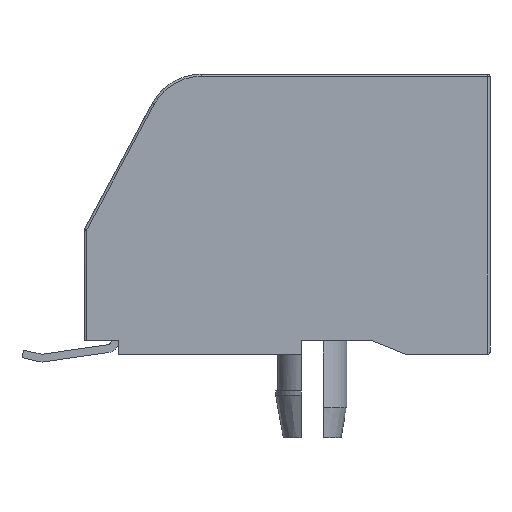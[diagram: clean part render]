
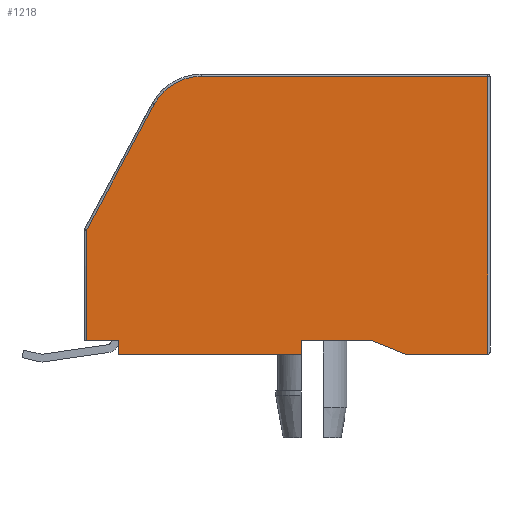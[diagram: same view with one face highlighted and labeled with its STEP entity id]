
A CAD part, left-side view. The second image highlights one B-rep face of the part: STEP entity #1218.
In plain terms, the highlighted planar face has unit normal (-1, 0, 0).
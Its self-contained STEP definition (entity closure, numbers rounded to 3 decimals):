
#1218 = ADVANCED_FACE( '', ( #2773 ), #2774, .F. );
#2773 = FACE_OUTER_BOUND( '', #4738, .T. );
#2774 = PLANE( '', #4739 );
#4738 = EDGE_LOOP( '', ( #7896, #7897, #7898, #7899, #7900, #7901, #7902, #7903, #7904, #7905, #7906, #7907 ) );
#4739 = AXIS2_PLACEMENT_3D( '', #7908, #7909, #7910 );
#7896 = ORIENTED_EDGE( '', *, *, #13333, .T. );
#7897 = ORIENTED_EDGE( '', *, *, #13113, .T. );
#7898 = ORIENTED_EDGE( '', *, *, #13563, .T. );
#7899 = ORIENTED_EDGE( '', *, *, #13564, .F. );
#7900 = ORIENTED_EDGE( '', *, *, #13565, .F. );
#7901 = ORIENTED_EDGE( '', *, *, #12809, .T. );
#7902 = ORIENTED_EDGE( '', *, *, #13566, .T. );
#7903 = ORIENTED_EDGE( '', *, *, #13567, .T. );
#7904 = ORIENTED_EDGE( '', *, *, #13568, .F. );
#7905 = ORIENTED_EDGE( '', *, *, #13569, .T. );
#7906 = ORIENTED_EDGE( '', *, *, #13570, .T. );
#7907 = ORIENTED_EDGE( '', *, *, #13037, .T. );
#7908 = CARTESIAN_POINT( '', ( -7.62, -9.13, 6.3 ) );
#7909 = DIRECTION( '', ( 1., 0., 0. ) );
#7910 = DIRECTION( '', ( 0., 0., -1. ) );
#12809 = EDGE_CURVE( '', #15593, #15591, #15594, .T. );
#13037 = EDGE_CURVE( '', #15979, #15984, #15986, .F. );
#13113 = EDGE_CURVE( '', #16116, #16121, #16123, .T. );
#13333 = EDGE_CURVE( '', #15984, #16116, #16496, .F. );
#13563 = EDGE_CURVE( '', #16121, #16866, #16867, .T. );
#13564 = EDGE_CURVE( '', #16868, #16866, #16869, .T. );
#13565 = EDGE_CURVE( '', #15593, #16868, #16870, .T. );
#13566 = EDGE_CURVE( '', #15591, #16871, #16872, .T. );
#13567 = EDGE_CURVE( '', #16871, #16873, #16874, .T. );
#13568 = EDGE_CURVE( '', #15686, #16873, #16875, .T. );
#13569 = EDGE_CURVE( '', #15686, #16876, #16877, .F. );
#13570 = EDGE_CURVE( '', #16876, #15979, #16878, .T. );
#15591 = VERTEX_POINT( '', #19556 );
#15593 = VERTEX_POINT( '', #19559 );
#15594 = LINE( '', #19560, #19561 );
#15686 = VERTEX_POINT( '', #19686 );
#15979 = VERTEX_POINT( '', #20091 );
#15984 = VERTEX_POINT( '', #20096 );
#15986 = CIRCLE( '', #20098, 2.4 );
#16116 = VERTEX_POINT( '', #20277 );
#16121 = VERTEX_POINT( '', #20283 );
#16123 = LINE( '', #20285, #20286 );
#16496 = LINE( '', #20813, #20814 );
#16866 = VERTEX_POINT( '', #21334 );
#16867 = LINE( '', #21335, #21336 );
#16868 = VERTEX_POINT( '', #21337 );
#16869 = LINE( '', #21338, #21339 );
#16870 = LINE( '', #21340, #21341 );
#16871 = VERTEX_POINT( '', #21342 );
#16872 = LINE( '', #21343, #21344 );
#16873 = VERTEX_POINT( '', #21345 );
#16874 = LINE( '', #21346, #21347 );
#16875 = LINE( '', #21348, #21349 );
#16876 = VERTEX_POINT( '', #21350 );
#16877 = LINE( '', #21351, #21352 );
#16878 = LINE( '', #21353, #21354 );
#19556 = CARTESIAN_POINT( '', ( -7.62, -0.63, -5.7 ) );
#19559 = CARTESIAN_POINT( '', ( -7.62, -0.63, -6.3 ) );
#19560 = CARTESIAN_POINT( '', ( -7.62, -0.63, -6.3 ) );
#19561 = VECTOR( '', #24439, 1000. );
#19686 = CARTESIAN_POINT( '', ( -7.62, -9.03, -6.3 ) );
#20091 = CARTESIAN_POINT( '', ( -7.62, 3.87, 6.2 ) );
#20096 = CARTESIAN_POINT( '', ( -7.62, 5.984, 4.937 ) );
#20098 = AXIS2_PLACEMENT_3D( '', #24717, #24718, #24719 );
#20277 = CARTESIAN_POINT( '', ( -7.62, 9.03, -0.725 ) );
#20283 = CARTESIAN_POINT( '', ( -7.62, 9.03, -5.7 ) );
#20285 = CARTESIAN_POINT( '', ( -7.62, 9.03, 6.3 ) );
#20286 = VECTOR( '', #24809, 1000. );
#20813 = CARTESIAN_POINT( '', ( -7.62, 2.022, 12.3 ) );
#20814 = VECTOR( '', #25054, 1000. );
#21334 = CARTESIAN_POINT( '', ( -7.62, 7.57, -5.7 ) );
#21335 = CARTESIAN_POINT( '', ( -7.62, -9.13, -5.7 ) );
#21336 = VECTOR( '', #25316, 1000. );
#21337 = CARTESIAN_POINT( '', ( -7.62, 7.57, -6.3 ) );
#21338 = CARTESIAN_POINT( '', ( -7.62, 7.57, -6.3 ) );
#21339 = VECTOR( '', #25317, 1000. );
#21340 = CARTESIAN_POINT( '', ( -7.62, -0.63, -6.3 ) );
#21341 = VECTOR( '', #25318, 1000. );
#21342 = CARTESIAN_POINT( '', ( -7.62, -3.83, -5.7 ) );
#21343 = CARTESIAN_POINT( '', ( -7.62, -9.13, -5.7 ) );
#21344 = VECTOR( '', #25319, 1000. );
#21345 = CARTESIAN_POINT( '', ( -7.62, -5.33, -6.3 ) );
#21346 = CARTESIAN_POINT( '', ( -7.62, -4.261, -5.872 ) );
#21347 = VECTOR( '', #25320, 1000. );
#21348 = CARTESIAN_POINT( '', ( -7.62, -9.13, -6.3 ) );
#21349 = VECTOR( '', #25321, 1000. );
#21350 = CARTESIAN_POINT( '', ( -7.62, -9.03, 6.2 ) );
#21351 = CARTESIAN_POINT( '', ( -7.62, -9.03, 6.3 ) );
#21352 = VECTOR( '', #25322, 1000. );
#21353 = CARTESIAN_POINT( '', ( -7.62, -9.13, 6.2 ) );
#21354 = VECTOR( '', #25323, 1000. );
#24439 = DIRECTION( '', ( 0., 0., 1. ) );
#24717 = CARTESIAN_POINT( '', ( -7.62, 3.87, 3.8 ) );
#24718 = DIRECTION( '', ( 1., 0., 0. ) );
#24719 = DIRECTION( '', ( 0., 0., -1. ) );
#24809 = DIRECTION( '', ( 0., 0., -1. ) );
#25054 = DIRECTION( '', ( 0., -0.474, 0.881 ) );
#25316 = DIRECTION( '', ( 0., -1., 0. ) );
#25317 = DIRECTION( '', ( 0., 0., 1. ) );
#25318 = DIRECTION( '', ( 0., 1., 0. ) );
#25319 = DIRECTION( '', ( 0., -1., 0. ) );
#25320 = DIRECTION( '', ( 0., -0.928, -0.371 ) );
#25321 = DIRECTION( '', ( 0., 1., 0. ) );
#25322 = DIRECTION( '', ( 0., 0., -1. ) );
#25323 = DIRECTION( '', ( 0., 1., 0. ) );
